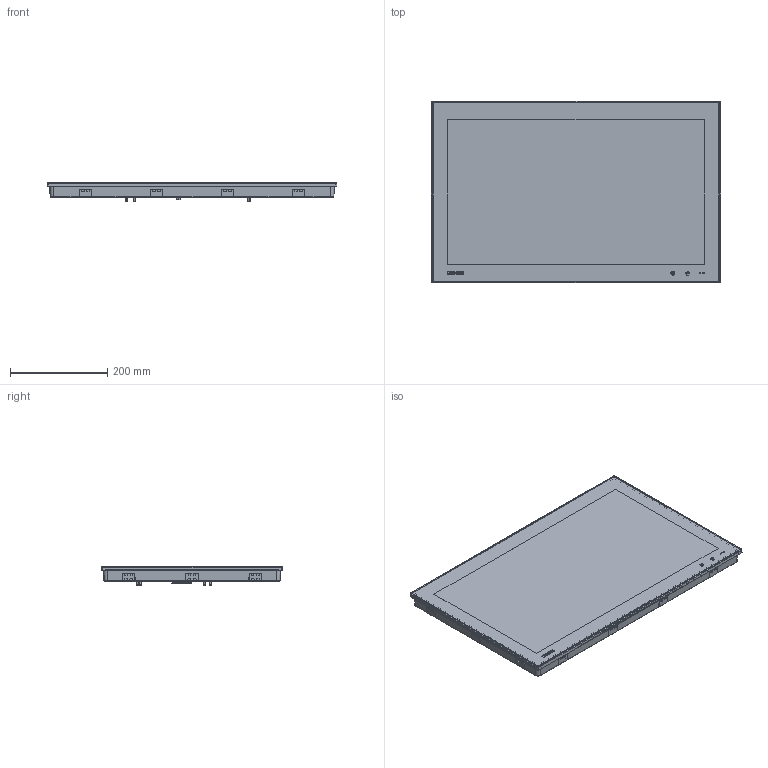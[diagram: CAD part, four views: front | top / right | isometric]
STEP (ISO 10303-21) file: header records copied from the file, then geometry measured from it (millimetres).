
FILE_DESCRIPTION (( 'STEP AP203' ), '1' );
FILE_NAME ('FPM-D24W.STEP', '2019-12-10T09:17:28', ( '' ), ( '' ), 'SwSTEP 2.0', 'SolidWorks 2018', '' );
FILE_SCHEMA (( 'CONFIG_CONTROL_DESIGN' ));
Products named in the file (1): FPM-D24W
Bounding box: 595.87 x 374.13 x 38.7 mm (x, y, z)
Volume: 6481084.8 mm3; surface area: 555932.2 mm2
Topology: 1 solids, 11 shells, 3190 faces, 8732 edges, 5724 vertices
Faces by surface type: plane 1902, cylinder 1095, bspline 79, cone 68, torus 46
Entity records: 101166 total; most frequent: CARTESIAN_POINT 25657, ORIENTED_EDGE 17432, DIRECTION 13692, EDGE_CURVE 8716, VERTEX_POINT 5724, LINE 5692, VECTOR 5692, AXIS2_PLACEMENT_3D 4000
